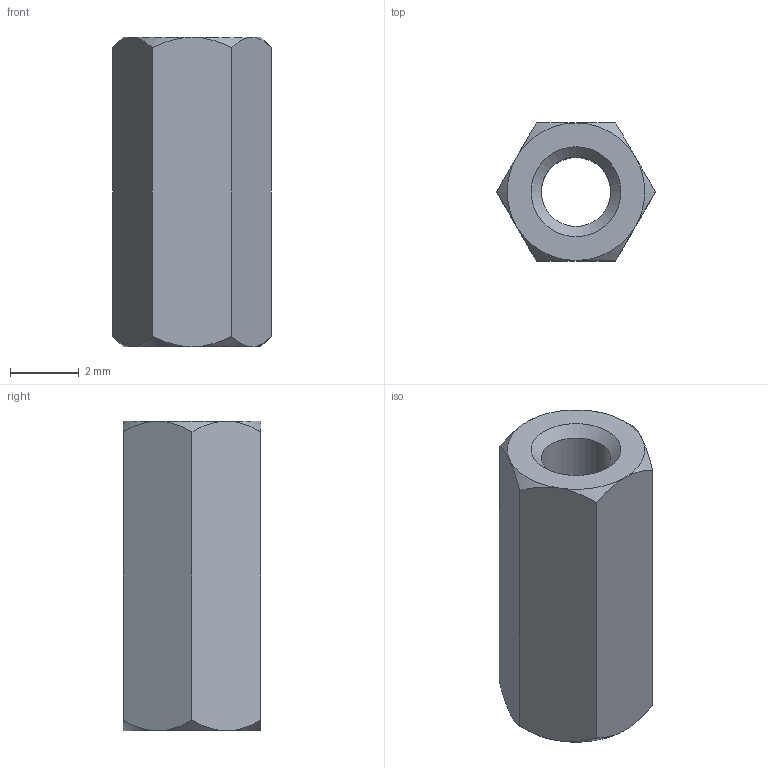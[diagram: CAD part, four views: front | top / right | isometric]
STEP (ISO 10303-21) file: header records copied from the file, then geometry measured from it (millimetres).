
FILE_DESCRIPTION( ( 'Unknown' ), '1' );
FILE_NAME( '970090144.stp', 'Unknown', ( 'Unknown' ), ( 'Unknown' ), 'PSStep 19.0.9', 'Unknown', ' ' );
FILE_SCHEMA( ( 'AUTOMOTIVE_DESIGN { 1 0 10303 214 1 1 1 1 }' ) );
Length unit declared in the file: millimetre
Products named in the file (1): 1
Bounding box: 4.62 x 4 x 9 mm (x, y, z)
Volume: 95.2 mm3; surface area: 199.1 mm2
Topology: 1 solids, 1 shells, 23 faces, 52 edges, 31 vertices
Faces by surface type: cone 14, plane 8, cylinder 1
Full cylindrical faces by diameter (mm): 2.013 x1
Entity records: 884 total; most frequent: CARTESIAN_POINT 234, ORIENTED_EDGE 92, DIRECTION 86, EDGE_CURVE 46, AXIS2_PLACEMENT_3D 40, EDGE_LOOP 28, VERTEX_POINT 28, FACE_OUTER_BOUND 24
